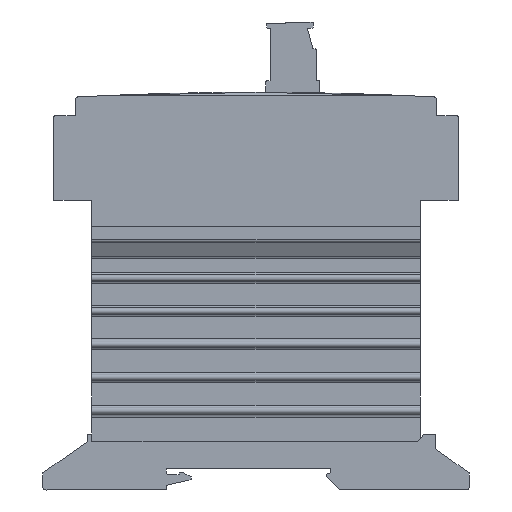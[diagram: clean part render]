
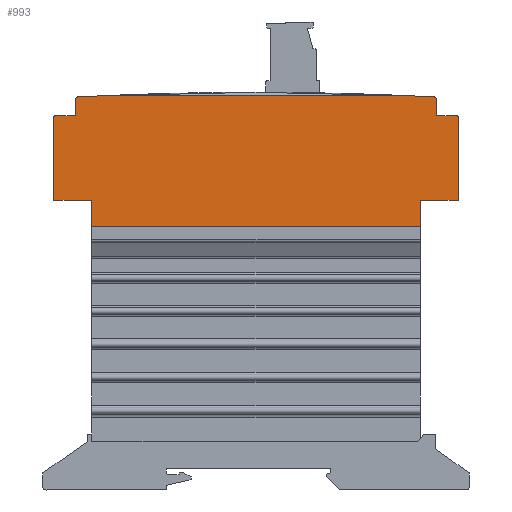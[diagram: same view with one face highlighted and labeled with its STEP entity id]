
A CAD part, left-side view. The second image highlights one B-rep face of the part: STEP entity #993.
In plain terms, the highlighted face is planar.
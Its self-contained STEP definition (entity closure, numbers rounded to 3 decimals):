
#637 = VERTEX_POINT ( 'NONE', #7716 ) ;
#639 = EDGE_CURVE ( 'NONE', #637, #699, #7715, .T. ) ;
#699 = VERTEX_POINT ( 'NONE', #7861 ) ;
#744 = VERTEX_POINT ( 'NONE', #7986 ) ;
#746 = EDGE_CURVE ( 'NONE', #744, #747, #7985, .T. ) ;
#747 = VERTEX_POINT ( 'NONE', #7981 ) ;
#793 = VERTEX_POINT ( 'NONE', #8083 ) ;
#800 = VERTEX_POINT ( 'NONE', #8132 ) ;
#802 = EDGE_CURVE ( 'NONE', #800, #793, #8130, .T. ) ;
#865 = EDGE_CURVE ( 'NONE', #866, #793, #8285, .T. ) ;
#866 = VERTEX_POINT ( 'NONE', #8281 ) ;
#902 = EDGE_CURVE ( 'NONE', #699, #911, #8383, .T. ) ;
#911 = VERTEX_POINT ( 'NONE', #8399 ) ;
#913 = EDGE_CURVE ( 'NONE', #800, #911, #8450, .T. ) ;
#915 = ORIENTED_EDGE ( 'NONE', *, *, #639, .F. ) ;
#916 = ORIENTED_EDGE ( 'NONE', *, *, #917, .T. ) ;
#917 = EDGE_CURVE ( 'NONE', #637, #5164, #8424, .T. ) ;
#962 = EDGE_CURVE ( 'NONE', #988, #990, #8627, .T. ) ;
#963 = ORIENTED_EDGE ( 'NONE', *, *, #964, .T. ) ;
#964 = EDGE_CURVE ( 'NONE', #990, #965, #8623, .T. ) ;
#965 = VERTEX_POINT ( 'NONE', #8619 ) ;
#966 = ORIENTED_EDGE ( 'NONE', *, *, #967, .T. ) ;
#967 = EDGE_CURVE ( 'NONE', #965, #968, #8618, .T. ) ;
#968 = VERTEX_POINT ( 'NONE', #8614 ) ;
#969 = ORIENTED_EDGE ( 'NONE', *, *, #970, .T. ) ;
#970 = EDGE_CURVE ( 'NONE', #968, #971, #8613, .T. ) ;
#971 = VERTEX_POINT ( 'NONE', #8609 ) ;
#972 = ORIENTED_EDGE ( 'NONE', *, *, #973, .F. ) ;
#973 = EDGE_CURVE ( 'NONE', #866, #971, #8607, .T. ) ;
#976 = ORIENTED_EDGE ( 'NONE', *, *, #5133, .T. ) ;
#977 = ORIENTED_EDGE ( 'NONE', *, *, #978, .F. ) ;
#978 = EDGE_CURVE ( 'NONE', #5153, #5131, #8628, .T. ) ;
#979 = ORIENTED_EDGE ( 'NONE', *, *, #5152, .T. ) ;
#980 = ORIENTED_EDGE ( 'NONE', *, *, #981, .T. ) ;
#981 = EDGE_CURVE ( 'NONE', #5150, #747, #8632, .T. ) ;
#982 = ORIENTED_EDGE ( 'NONE', *, *, #746, .F. ) ;
#983 = ORIENTED_EDGE ( 'NONE', *, *, #984, .F. ) ;
#984 = EDGE_CURVE ( 'NONE', #985, #744, #8666, .T. ) ;
#985 = VERTEX_POINT ( 'NONE', #8662 ) ;
#986 = ORIENTED_EDGE ( 'NONE', *, *, #987, .T. ) ;
#987 = EDGE_CURVE ( 'NONE', #985, #988, #8697, .T. ) ;
#988 = VERTEX_POINT ( 'NONE', #8692 ) ;
#989 = ORIENTED_EDGE ( 'NONE', *, *, #962, .T. ) ;
#990 = VERTEX_POINT ( 'NONE', #8691 ) ;
#993 = ADVANCED_FACE ( 'NONE', ( #8685 ), #8728, .T. ) ;
#994 = EDGE_LOOP ( 'NONE', ( #995, #996, #997, #998, #915, #916, #976, #977, #979, #980, #982, #983, #986, #989, #963, #966, #969, #972 ) ) ;
#995 = ORIENTED_EDGE ( 'NONE', *, *, #865, .T. ) ;
#996 = ORIENTED_EDGE ( 'NONE', *, *, #802, .F. ) ;
#997 = ORIENTED_EDGE ( 'NONE', *, *, #913, .T. ) ;
#998 = ORIENTED_EDGE ( 'NONE', *, *, #902, .F. ) ;
#5131 = VERTEX_POINT ( 'NONE', #26457 ) ;
#5133 = EDGE_CURVE ( 'NONE', #5164, #5131, #26456, .T. ) ;
#5150 = VERTEX_POINT ( 'NONE', #26581 ) ;
#5152 = EDGE_CURVE ( 'NONE', #5153, #5150, #26579, .T. ) ;
#5153 = VERTEX_POINT ( 'NONE', #26580 ) ;
#5164 = VERTEX_POINT ( 'NONE', #26555 ) ;
#7712 = DIRECTION ( 'NONE',  ( 0., -1., 0. ) ) ;
#7713 = VECTOR ( 'NONE', #7712, 1000. ) ;
#7714 = CARTESIAN_POINT ( 'NONE',  ( 40.048, -0.45, 9.193 ) ) ;
#7715 = LINE ( 'NONE', #7714, #7713 ) ;
#7716 = CARTESIAN_POINT ( 'NONE',  ( 40.048, 29.122, 9.193 ) ) ;
#7861 = CARTESIAN_POINT ( 'NONE',  ( 40.048, 25.5, 9.193 ) ) ;
#7981 = CARTESIAN_POINT ( 'NONE',  ( -44.552, 29.122, 9.193 ) ) ;
#7982 = DIRECTION ( 'NONE',  ( 0., 1., 0. ) ) ;
#7983 = VECTOR ( 'NONE', #7982, 1000. ) ;
#7984 = CARTESIAN_POINT ( 'NONE',  ( -44.552, -0.45, 9.193 ) ) ;
#7985 = LINE ( 'NONE', #7984, #7983 ) ;
#7986 = CARTESIAN_POINT ( 'NONE',  ( -44.552, 25.5, 9.193 ) ) ;
#8083 = CARTESIAN_POINT ( 'NONE',  ( 45.048, 5.75, 9.193 ) ) ;
#8127 = DIRECTION ( 'NONE',  ( 0., -1., 0. ) ) ;
#8128 = VECTOR ( 'NONE', #8127, 1000. ) ;
#8129 = CARTESIAN_POINT ( 'NONE',  ( 45.048, -0.45, 9.193 ) ) ;
#8130 = LINE ( 'NONE', #8129, #8128 ) ;
#8132 = CARTESIAN_POINT ( 'NONE',  ( 45.048, 25.3, 9.193 ) ) ;
#8281 = CARTESIAN_POINT ( 'NONE',  ( 36.248, 5.75, 9.193 ) ) ;
#8282 = DIRECTION ( 'NONE',  ( 1., 0., 0. ) ) ;
#8283 = VECTOR ( 'NONE', #8282, 1000. ) ;
#8284 = CARTESIAN_POINT ( 'NONE',  ( -143.563, 5.75, 9.193 ) ) ;
#8285 = LINE ( 'NONE', #8284, #8283 ) ;
#8380 = DIRECTION ( 'NONE',  ( 1., 0., 0. ) ) ;
#8381 = VECTOR ( 'NONE', #8380, 1000. ) ;
#8382 = CARTESIAN_POINT ( 'NONE',  ( -143.563, 25.5, 9.193 ) ) ;
#8383 = LINE ( 'NONE', #8382, #8381 ) ;
#8399 = CARTESIAN_POINT ( 'NONE',  ( 44.848, 25.5, 9.193 ) ) ;
#8420 = DIRECTION ( 'NONE',  ( 1., 0., 0. ) ) ;
#8421 = DIRECTION ( 'NONE',  ( 0., 0., 1. ) ) ;
#8422 = CARTESIAN_POINT ( 'NONE',  ( 39.248, 29.122, 9.193 ) ) ;
#8423 = AXIS2_PLACEMENT_3D ( 'NONE', #8422, #8421, #8420 ) ;
#8424 = CIRCLE ( 'NONE', #8423, 0.8 ) ;
#8446 = DIRECTION ( 'NONE',  ( 1., 0., 0. ) ) ;
#8447 = DIRECTION ( 'NONE',  ( 0., 0., 1. ) ) ;
#8448 = CARTESIAN_POINT ( 'NONE',  ( 44.848, 25.3, 9.193 ) ) ;
#8449 = AXIS2_PLACEMENT_3D ( 'NONE', #8448, #8447, #8446 ) ;
#8450 = CIRCLE ( 'NONE', #8449, 0.2 ) ;
#8604 = DIRECTION ( 'NONE',  ( 0., -1., 0. ) ) ;
#8605 = VECTOR ( 'NONE', #8604, 1000. ) ;
#8606 = CARTESIAN_POINT ( 'NONE',  ( 36.248, -0.45, 9.193 ) ) ;
#8607 = LINE ( 'NONE', #8606, #8605 ) ;
#8609 = CARTESIAN_POINT ( 'NONE',  ( 36.248, -0.45, 9.193 ) ) ;
#8610 = DIRECTION ( 'NONE',  ( 1., 0., 0. ) ) ;
#8611 = VECTOR ( 'NONE', #8610, 1000. ) ;
#8612 = CARTESIAN_POINT ( 'NONE',  ( -143.563, -0.45, 9.193 ) ) ;
#8613 = LINE ( 'NONE', #8612, #8611 ) ;
#8614 = CARTESIAN_POINT ( 'NONE',  ( -40.752, -0.45, 9.193 ) ) ;
#8615 = DIRECTION ( 'NONE',  ( 0., -1., 0. ) ) ;
#8616 = VECTOR ( 'NONE', #8615, 1000. ) ;
#8617 = CARTESIAN_POINT ( 'NONE',  ( -40.752, -0.45, 9.193 ) ) ;
#8618 = LINE ( 'NONE', #8617, #8616 ) ;
#8619 = CARTESIAN_POINT ( 'NONE',  ( -40.752, 5.75, 9.193 ) ) ;
#8620 = DIRECTION ( 'NONE',  ( 1., 0., 0. ) ) ;
#8621 = VECTOR ( 'NONE', #8620, 1000. ) ;
#8622 = CARTESIAN_POINT ( 'NONE',  ( -143.563, 5.75, 9.193 ) ) ;
#8623 = LINE ( 'NONE', #8622, #8621 ) ;
#8624 = DIRECTION ( 'NONE',  ( 0., -1., 0. ) ) ;
#8625 = VECTOR ( 'NONE', #8624, 1000. ) ;
#8626 = CARTESIAN_POINT ( 'NONE',  ( -49.552, -0.45, 9.193 ) ) ;
#8627 = LINE ( 'NONE', #8626, #8625 ) ;
#8628 = LINE ( 'NONE', #8633, #8670 ) ;
#8631 = AXIS2_PLACEMENT_3D ( 'NONE', #8638, #8668, #8667 ) ;
#8632 = CIRCLE ( 'NONE', #8631, 0.8 ) ;
#8633 = CARTESIAN_POINT ( 'NONE',  ( -143.563, 30.2, 9.193 ) ) ;
#8638 = CARTESIAN_POINT ( 'NONE',  ( -43.752, 29.122, 9.193 ) ) ;
#8662 = CARTESIAN_POINT ( 'NONE',  ( -49.352, 25.5, 9.193 ) ) ;
#8663 = DIRECTION ( 'NONE',  ( 1., 0., 0. ) ) ;
#8664 = VECTOR ( 'NONE', #8663, 1000. ) ;
#8665 = CARTESIAN_POINT ( 'NONE',  ( -143.563, 25.5, 9.193 ) ) ;
#8666 = LINE ( 'NONE', #8665, #8664 ) ;
#8667 = DIRECTION ( 'NONE',  ( 1., 0., 0. ) ) ;
#8668 = DIRECTION ( 'NONE',  ( 0., 0., 1. ) ) ;
#8669 = DIRECTION ( 'NONE',  ( 1., 0., 0. ) ) ;
#8670 = VECTOR ( 'NONE', #8669, 1000. ) ;
#8685 = FACE_OUTER_BOUND ( 'NONE', #994, .T. ) ;
#8691 = CARTESIAN_POINT ( 'NONE',  ( -49.552, 5.75, 9.193 ) ) ;
#8692 = CARTESIAN_POINT ( 'NONE',  ( -49.552, 25.3, 9.193 ) ) ;
#8693 = DIRECTION ( 'NONE',  ( 1., 0., 0. ) ) ;
#8694 = DIRECTION ( 'NONE',  ( 0., 0., 1. ) ) ;
#8695 = CARTESIAN_POINT ( 'NONE',  ( -49.352, 25.3, 9.193 ) ) ;
#8696 = AXIS2_PLACEMENT_3D ( 'NONE', #8695, #8694, #8693 ) ;
#8697 = CIRCLE ( 'NONE', #8696, 0.2 ) ;
#8724 = DIRECTION ( 'NONE',  ( 1., 0., 0. ) ) ;
#8725 = DIRECTION ( 'NONE',  ( 0., 0., 1. ) ) ;
#8726 = CARTESIAN_POINT ( 'NONE',  ( -143.563, -0.45, 9.193 ) ) ;
#8727 = AXIS2_PLACEMENT_3D ( 'NONE', #8726, #8725, #8724 ) ;
#8728 = PLANE ( 'NONE',  #8727 ) ;
#26456 = CIRCLE ( 'NONE', #26520, 800. ) ;
#26457 = CARTESIAN_POINT ( 'NONE',  ( 33.516, 30.2, 9.193 ) ) ;
#26517 = DIRECTION ( 'NONE',  ( 1., 0., 0. ) ) ;
#26518 = DIRECTION ( 'NONE',  ( 0., 0., 1. ) ) ;
#26519 = CARTESIAN_POINT ( 'NONE',  ( -2.252, -769., 9.193 ) ) ;
#26520 = AXIS2_PLACEMENT_3D ( 'NONE', #26519, #26518, #26517 ) ;
#26555 = CARTESIAN_POINT ( 'NONE',  ( 39.29, 29.921, 9.193 ) ) ;
#26575 = DIRECTION ( 'NONE',  ( 1., 0., 0. ) ) ;
#26576 = DIRECTION ( 'NONE',  ( 0., 0., 1. ) ) ;
#26577 = CARTESIAN_POINT ( 'NONE',  ( -2.252, -769., 9.193 ) ) ;
#26578 = AXIS2_PLACEMENT_3D ( 'NONE', #26577, #26576, #26575 ) ;
#26579 = CIRCLE ( 'NONE', #26578, 800. ) ;
#26580 = CARTESIAN_POINT ( 'NONE',  ( -38.02, 30.2, 9.193 ) ) ;
#26581 = CARTESIAN_POINT ( 'NONE',  ( -43.793, 29.921, 9.193 ) ) ;
